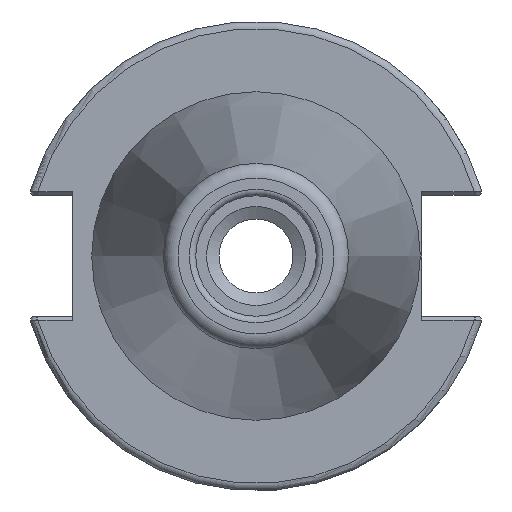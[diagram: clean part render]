
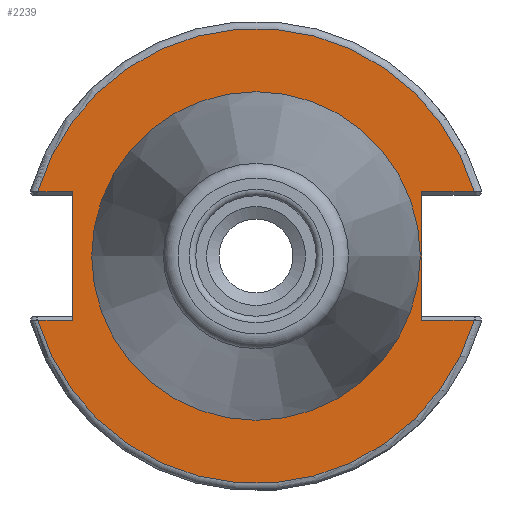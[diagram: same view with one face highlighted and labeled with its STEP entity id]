
A CAD part, left-side view. The second image highlights one B-rep face of the part: STEP entity #2239.
In plain terms, the highlighted planar face has unit normal (-1, 0, 0).
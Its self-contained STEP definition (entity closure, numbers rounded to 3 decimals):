
#38=FACE_BOUND('',#378,.T.);
#123=PLANE('',#2489);
#247=FACE_OUTER_BOUND('',#377,.T.);
#377=EDGE_LOOP('',(#1795,#1796,#1797,#1798,#1799,#1800,#1801,#1802));
#378=EDGE_LOOP('',(#1803,#1804));
#501=LINE('',#3715,#633);
#503=LINE('',#3783,#635);
#504=LINE('',#3785,#636);
#505=LINE('',#3789,#637);
#506=LINE('',#3791,#638);
#507=LINE('',#3792,#639);
#633=VECTOR('',#2955,10.);
#635=VECTOR('',#2973,10.);
#636=VECTOR('',#2974,10.);
#637=VECTOR('',#2977,10.);
#638=VECTOR('',#2978,10.);
#639=VECTOR('',#2979,10.);
#817=CIRCLE('',#2488,30.775);
#818=CIRCLE('',#2490,30.775);
#819=CIRCLE('',#2491,22.225);
#820=CIRCLE('',#2492,22.225);
#987=VERTEX_POINT('',#3708);
#990=VERTEX_POINT('',#3713);
#996=VERTEX_POINT('',#3761);
#998=VERTEX_POINT('',#3782);
#999=VERTEX_POINT('',#3784);
#1000=VERTEX_POINT('',#3786);
#1001=VERTEX_POINT('',#3788);
#1002=VERTEX_POINT('',#3790);
#1003=VERTEX_POINT('',#3793);
#1004=VERTEX_POINT('',#3794);
#1273=EDGE_CURVE('',#990,#987,#501,.T.);
#1283=EDGE_CURVE('',#987,#996,#817,.T.);
#1286=EDGE_CURVE('',#990,#998,#503,.T.);
#1287=EDGE_CURVE('',#999,#998,#504,.T.);
#1288=EDGE_CURVE('',#1000,#999,#818,.T.);
#1289=EDGE_CURVE('',#1001,#1000,#505,.T.);
#1290=EDGE_CURVE('',#1001,#1002,#506,.T.);
#1291=EDGE_CURVE('',#996,#1002,#507,.T.);
#1292=EDGE_CURVE('',#1003,#1004,#819,.T.);
#1293=EDGE_CURVE('',#1004,#1003,#820,.T.);
#1795=ORIENTED_EDGE('',*,*,#1273,.F.);
#1796=ORIENTED_EDGE('',*,*,#1286,.T.);
#1797=ORIENTED_EDGE('',*,*,#1287,.F.);
#1798=ORIENTED_EDGE('',*,*,#1288,.F.);
#1799=ORIENTED_EDGE('',*,*,#1289,.F.);
#1800=ORIENTED_EDGE('',*,*,#1290,.T.);
#1801=ORIENTED_EDGE('',*,*,#1291,.F.);
#1802=ORIENTED_EDGE('',*,*,#1283,.F.);
#1803=ORIENTED_EDGE('',*,*,#1292,.T.);
#1804=ORIENTED_EDGE('',*,*,#1293,.T.);
#2239=ADVANCED_FACE('',(#247,#38),#123,.T.);
#2488=AXIS2_PLACEMENT_3D('',#3762,#2969,#2970);
#2489=AXIS2_PLACEMENT_3D('',#3781,#2971,#2972);
#2490=AXIS2_PLACEMENT_3D('',#3787,#2975,#2976);
#2491=AXIS2_PLACEMENT_3D('',#3795,#2980,#2981);
#2492=AXIS2_PLACEMENT_3D('',#3796,#2982,#2983);
#2955=DIRECTION('',(0.,-1.,0.));
#2969=DIRECTION('center_axis',(1.,0.,0.));
#2970=DIRECTION('ref_axis',(0.,0.,-1.));
#2971=DIRECTION('center_axis',(-1.,0.,0.));
#2972=DIRECTION('ref_axis',(0.,0.,1.));
#2973=DIRECTION('',(0.,0.,1.));
#2974=DIRECTION('',(0.,1.,0.));
#2975=DIRECTION('center_axis',(1.,0.,0.));
#2976=DIRECTION('ref_axis',(0.,0.,-1.));
#2977=DIRECTION('',(0.,1.,0.));
#2978=DIRECTION('',(0.,0.,-1.));
#2979=DIRECTION('',(0.,-1.,0.));
#2980=DIRECTION('center_axis',(1.,0.,0.));
#2981=DIRECTION('ref_axis',(0.,0.,-1.));
#2982=DIRECTION('center_axis',(1.,0.,0.));
#2983=DIRECTION('ref_axis',(0.,0.,-1.));
#3708=CARTESIAN_POINT('',(3.175,-29.523,-8.69));
#3713=CARTESIAN_POINT('',(3.175,-22.41,-8.69));
#3715=CARTESIAN_POINT('',(3.175,-4.878,-8.69));
#3761=CARTESIAN_POINT('',(3.175,29.523,-8.69));
#3762=CARTESIAN_POINT('Origin',(3.175,0.,
0.));
#3781=CARTESIAN_POINT('Origin',(3.175,30.775,0.));
#3782=CARTESIAN_POINT('',(3.175,-22.41,8.69));
#3783=CARTESIAN_POINT('',(3.175,-22.41,-4.095));
#3784=CARTESIAN_POINT('',(3.175,-29.523,8.69));
#3785=CARTESIAN_POINT('',(3.175,4.182,8.69));
#3786=CARTESIAN_POINT('',(3.175,29.523,8.69));
#3787=CARTESIAN_POINT('Origin',(3.175,0.,
0.));
#3788=CARTESIAN_POINT('',(3.175,24.8,8.69));
#3789=CARTESIAN_POINT('',(3.175,32.958,8.69));
#3790=CARTESIAN_POINT('',(3.175,24.8,-8.69));
#3791=CARTESIAN_POINT('',(3.175,24.8,4.095));
#3792=CARTESIAN_POINT('',(3.175,27.788,-8.69));
#3793=CARTESIAN_POINT('',(3.175,22.225,0.));
#3794=CARTESIAN_POINT('',(3.175,-22.225,0.));
#3795=CARTESIAN_POINT('Origin',(3.175,0.,
0.));
#3796=CARTESIAN_POINT('Origin',(3.175,0.,
0.));
